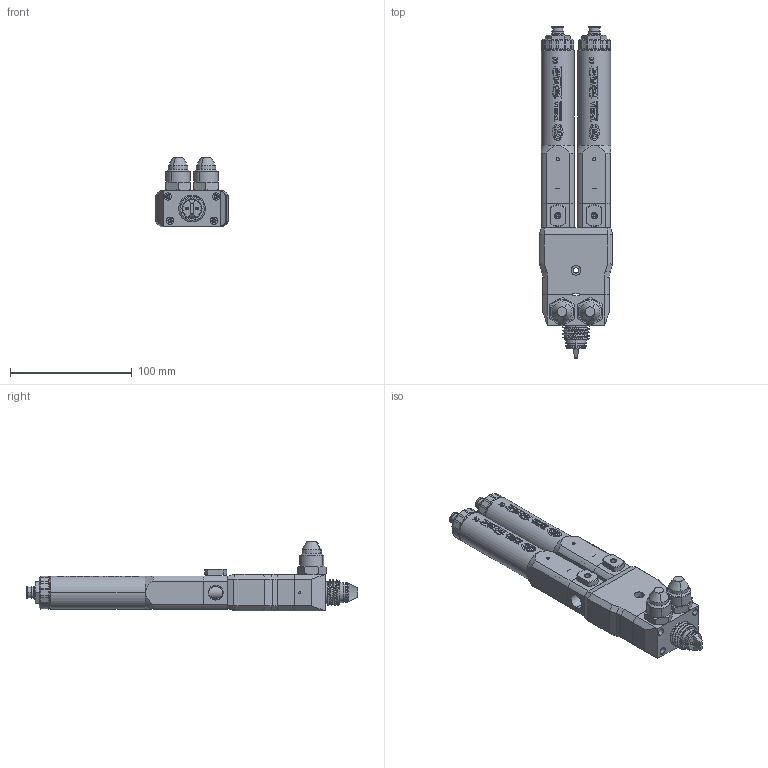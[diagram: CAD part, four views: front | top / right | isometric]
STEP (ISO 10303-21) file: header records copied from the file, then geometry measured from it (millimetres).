
FILE_DESCRIPTION (( 'STEP AP203' ), '1' );
FILE_NAME ('PDP-015.STEP', '2024-09-27T13:34:18', ( '' ), ( '' ), 'SwSTEP 2.0', 'SolidWorks 2021', '' );
FILE_SCHEMA (( 'CONFIG_CONTROL_DESIGN' ));
Length unit declared in the file: millimetre
Products named in the file (10): PCP-015-R; PDP-015; MIX ADAPTER_CA_015_1; PCP-015-L; SENSYS SENSOR_1; CHAMBER_TL(PCP-015); MIX ADAPTER_CA_015; CHAMBER_TR(PCP-015); PCP-015; TWIN BLOCK(PDP-015)
Assembly tree (11 placements, depth 3):
  PDP-015
    TWIN BLOCK(PDP-015)
    PCP-015-L
      PCP-015
      CHAMBER_TL(PCP-015)
    PCP-015-R
      PCP-015
      CHAMBER_TR(PCP-015)
    MIX ADAPTER_CA_015
      SENSYS SENSOR_1  x2
      MIX ADAPTER_CA_015_1
Bounding box: 60 x 273 x 57.3 mm (x, y, z)
Volume: 341186.3 mm3; surface area: 88980.3 mm2
Topology: 12 solids, 12 shells, 2217 faces, 5611 edges, 3613 vertices
Faces by surface type: plane 814, cylinder 628, bspline 437, cone 334, torus 4
Entity records: 61947 total; most frequent: CARTESIAN_POINT 29470, ORIENTED_EDGE 6862, DIRECTION 5965, EDGE_CURVE 3431, AXIS2_PLACEMENT_3D 2235, VERTEX_POINT 2226, EDGE_LOOP 1567, VECTOR 1495
